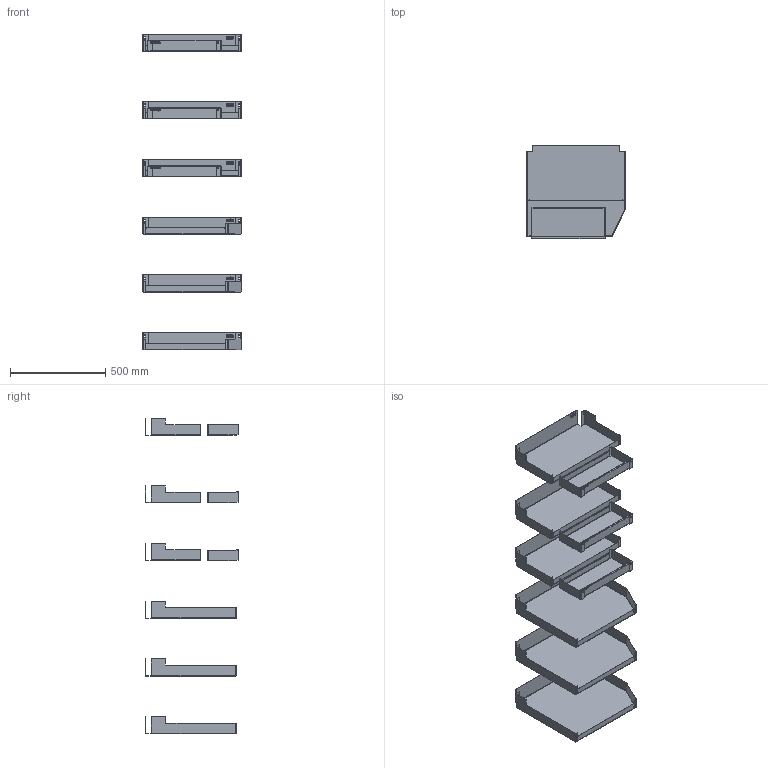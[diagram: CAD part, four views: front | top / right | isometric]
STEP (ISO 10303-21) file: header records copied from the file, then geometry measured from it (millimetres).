
FILE_DESCRIPTION(/* description */ (''),/* implementation_level */ '2;1');
FILE_NAME(/* name */ '3D_100-1230-XX_re_3 106306.stp',/* time_stamp */ '2022-03-17T15:52:47+01:00',/* author */ ('ps'),/* organization */ (''),/* preprocessor_version */ 'ST-DEVELOPER v18.1',/* originating_system */ 'Autodesk Inventor 2021',/* authorisation */ '');
FILE_SCHEMA (('CONFIG_CONTROL_DESIGN'));
Length unit declared in the file: millimetre
Products named in the file (4): Tablar Liro 1/3 und 2/3 re 3er; Liro Tablar 2/3; Liro Tablar 1/3; Tablar Liro 3/3 B600 rechts 1er
Assembly tree (9 placements, depth 2):
  Tablar Liro 1/3 und 2/3 re 3er
    Liro Tablar 2/3  x3
    Liro Tablar 1/3  x3
    Tablar Liro 3/3 B600 rechts 1er  x3
Bounding box: 514.5 x 487.75 x 1655 mm (x, y, z)
Volume: 2643033.9 mm3; surface area: 4255680.2 mm2
Topology: 9 solids, 9 shells, 3930 faces, 10269 edges, 6687 vertices
Faces by surface type: plane 2976, cylinder 822, bspline 96, sphere 36
Full cylindrical faces by diameter (mm): 6.5 x6, 10 x6
Entity records: 44343 total; most frequent: CARTESIAN_POINT 11661, ORIENTED_EDGE 6846, DIRECTION 6470, EDGE_CURVE 3423, LINE 2818, VECTOR 2818, VERTEX_POINT 2229, AXIS2_PLACEMENT_3D 1826
